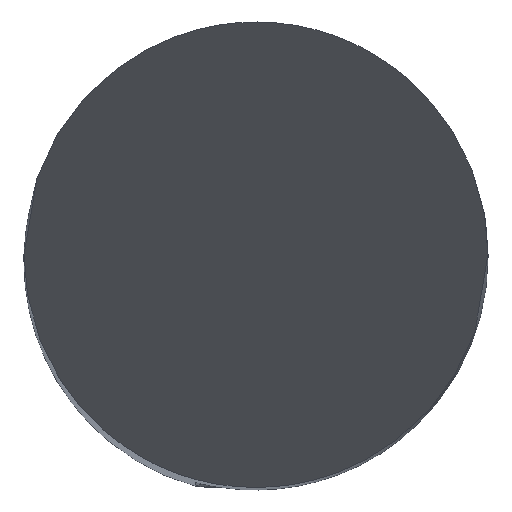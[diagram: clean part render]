
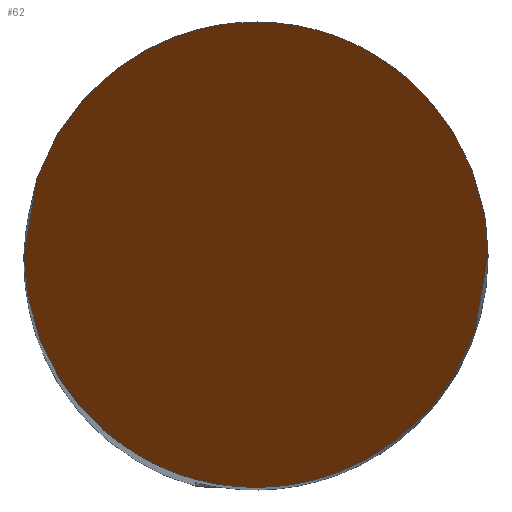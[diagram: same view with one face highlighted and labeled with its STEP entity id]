
A CAD part, top view. The second image highlights one B-rep face of the part: STEP entity #62.
In plain terms, the highlighted planar face has unit normal (0, -0.866, 0.5).
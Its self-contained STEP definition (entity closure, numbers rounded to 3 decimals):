
#46=PLANE('',#503);
#62=ADVANCED_FACE('',(#95),#46,.F.);
#95=FACE_OUTER_BOUND('',#120,.T.);
#120=EDGE_LOOP('',(#228,#229));
#228=ORIENTED_EDGE('',*,*,#386,.F.);
#229=ORIENTED_EDGE('',*,*,#375,.F.);
#334=VERTEX_POINT('',#707);
#335=VERTEX_POINT('',#708);
#375=EDGE_CURVE('',#334,#335,#451,.T.);
#386=EDGE_CURVE('',#335,#334,#454,.T.);
#451=(
BOUNDED_CURVE()
B_SPLINE_CURVE(3,(#703,#704,#705,#706),.UNSPECIFIED.,.F.,.F.)
B_SPLINE_CURVE_WITH_KNOTS((4,4),(0.,1.),.UNSPECIFIED.)
CURVE()
GEOMETRIC_REPRESENTATION_ITEM()
RATIONAL_B_SPLINE_CURVE((1.,0.333,0.333,1.))
REPRESENTATION_ITEM('')
);
#454=(
BOUNDED_CURVE()
B_SPLINE_CURVE(3,(#787,#788,#789,#790),.UNSPECIFIED.,.F.,.F.)
B_SPLINE_CURVE_WITH_KNOTS((4,4),(0.,1.),.UNSPECIFIED.)
CURVE()
GEOMETRIC_REPRESENTATION_ITEM()
RATIONAL_B_SPLINE_CURVE((1.,0.333,0.333,1.))
REPRESENTATION_ITEM('')
);
#503=AXIS2_PLACEMENT_3D('',#798,#554,#555);
#554=DIRECTION('',(0.,0.866,-0.5));
#555=DIRECTION('',(0.,-0.5,-0.866));
#703=CARTESIAN_POINT('',(-2.,0.,0.));
#704=CARTESIAN_POINT('',(-2.,4.,6.928));
#705=CARTESIAN_POINT('',(2.,4.,6.928));
#706=CARTESIAN_POINT('',(2.,0.,0.));
#707=CARTESIAN_POINT('',(-2.,0.,0.));
#708=CARTESIAN_POINT('',(2.,0.,0.));
#787=CARTESIAN_POINT('',(2.,0.,0.));
#788=CARTESIAN_POINT('',(2.,-4.,-6.928));
#789=CARTESIAN_POINT('',(-2.,-4.,-6.928));
#790=CARTESIAN_POINT('',(-2.,0.,0.));
#798=CARTESIAN_POINT('',(-2.,2.,3.464));
